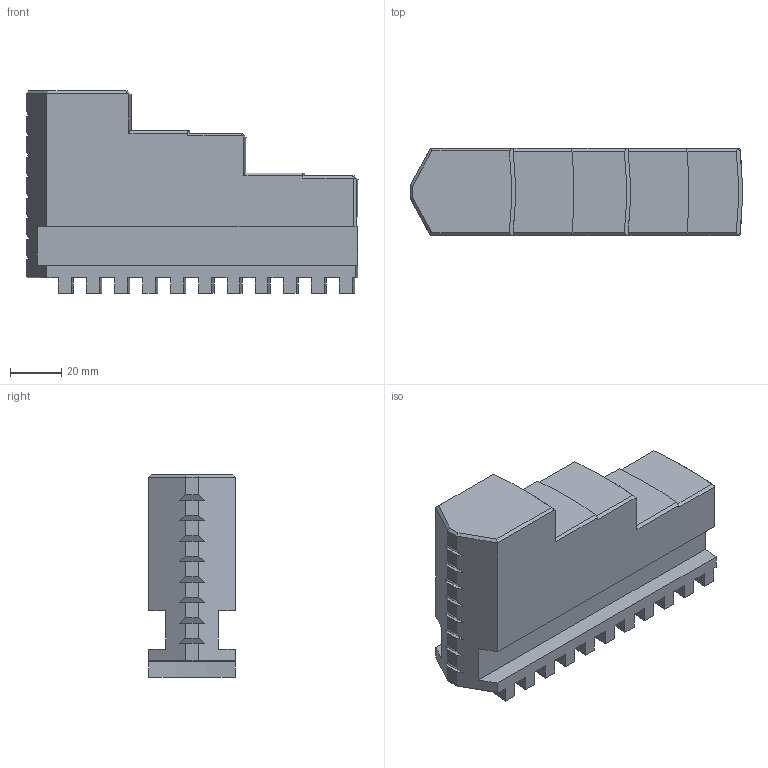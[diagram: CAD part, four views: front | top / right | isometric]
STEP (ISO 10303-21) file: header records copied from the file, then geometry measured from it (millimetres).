
FILE_DESCRIPTION((''),'2;1');
FILE_NAME('Mors_1.stp','2020-04-06T16:35:39',(''),(''),'STEP Write','Mastercam 2020 ... CNC Software, Inc.','');
FILE_SCHEMA(('AUTOMOTIVE_DESIGN'));
Length unit declared in the file: millimetre
Products named in the file (1): None
Bounding box: 129.91 x 34 x 79.2 mm (x, y, z)
Volume: 227305.6 mm3; surface area: 35226.7 mm2
Topology: 1 solids, 1 shells, 113 faces, 327 edges, 216 vertices
Faces by surface type: plane 83, cylinder 27, cone 3
Entity records: 3858 total; most frequent: CARTESIAN_POINT 658, ORIENTED_EDGE 654, DIRECTION 638, EDGE_CURVE 327, VECTOR 246, LINE 246, VERTEX_POINT 216, AXIS2_PLACEMENT_3D 196
